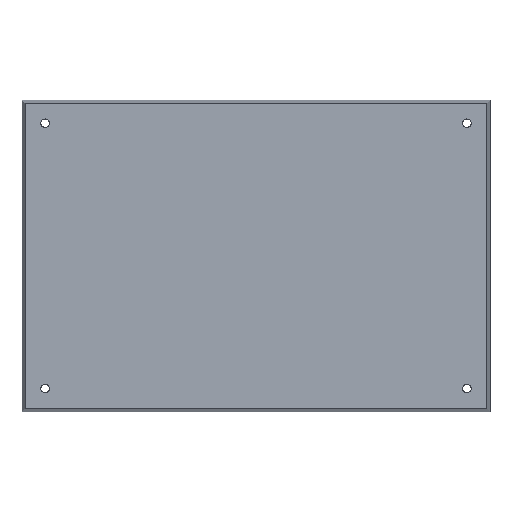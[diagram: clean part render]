
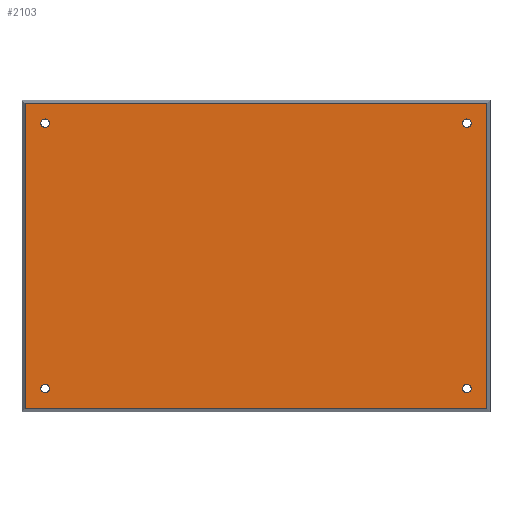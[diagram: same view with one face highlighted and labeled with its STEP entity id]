
A CAD part, top view. The second image highlights one B-rep face of the part: STEP entity #2103.
In plain terms, the highlighted planar face has unit normal (0, 0, 1).
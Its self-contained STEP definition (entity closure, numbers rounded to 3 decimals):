
#43 = CIRCLE ( 'NONE', #5639, 2.75 ) ;
#262 = ORIENTED_EDGE ( 'NONE', *, *, #4731, .F. ) ;
#266 = CARTESIAN_POINT ( 'NONE',  ( 17.747, 15.003, 0. ) ) ;
#363 = FACE_BOUND ( 'NONE', #4430, .T. ) ;
#369 = DIRECTION ( 'NONE',  ( 0., 0., 1. ) ) ;
#505 = LINE ( 'NONE', #5250, #6629 ) ;
#551 = CARTESIAN_POINT ( 'NONE',  ( 287.753, 184.997, 0. ) ) ;
#610 = ORIENTED_EDGE ( 'NONE', *, *, #10187, .T. ) ;
#676 = ORIENTED_EDGE ( 'NONE', *, *, #2119, .F. ) ;
#745 = VERTEX_POINT ( 'NONE', #2852 ) ;
#769 = CARTESIAN_POINT ( 'NONE',  ( 285.003, 15.003, 0. ) ) ;
#780 = CIRCLE ( 'NONE', #1540, 2.75 ) ;
#802 = CIRCLE ( 'NONE', #11115, 2.75 ) ;
#1540 = AXIS2_PLACEMENT_3D ( 'NONE', #8410, #2943, #9251 ) ;
#1559 = DIRECTION ( 'NONE',  ( 1., 0., 0. ) ) ;
#1627 = AXIS2_PLACEMENT_3D ( 'NONE', #7553, #369, #3082 ) ;
#1981 = CARTESIAN_POINT ( 'NONE',  ( 2.292, 2.292, 0. ) ) ;
#2055 = EDGE_CURVE ( 'NONE', #5836, #9452, #780, .T. ) ;
#2075 = LINE ( 'NONE', #7428, #11501 ) ;
#2103 = ADVANCED_FACE ( 'NONE', ( #7474, #363, #3006, #6601, #4763 ), #10173, .F. ) ;
#2119 = EDGE_CURVE ( 'NONE', #10804, #4390, #9784, .T. ) ;
#2366 = DIRECTION ( 'NONE',  ( 0., -1., 0. ) ) ;
#2583 = EDGE_CURVE ( 'NONE', #4390, #10804, #3252, .T. ) ;
#2675 = CARTESIAN_POINT ( 'NONE',  ( 12.247, 184.997, 0. ) ) ;
#2717 = DIRECTION ( 'NONE',  ( 1., 0., 0. ) ) ;
#2726 = ORIENTED_EDGE ( 'NONE', *, *, #11544, .F. ) ;
#2769 = EDGE_CURVE ( 'NONE', #11014, #8520, #802, .T. ) ;
#2851 = AXIS2_PLACEMENT_3D ( 'NONE', #5785, #9391, #7504 ) ;
#2852 = CARTESIAN_POINT ( 'NONE',  ( 297.708, 2.292, 0. ) ) ;
#2943 = DIRECTION ( 'NONE',  ( 0., 0., 1. ) ) ;
#2969 = EDGE_CURVE ( 'NONE', #745, #6055, #2075, .T. ) ;
#3006 = FACE_BOUND ( 'NONE', #11006, .T. ) ;
#3082 = DIRECTION ( 'NONE',  ( 1., 0., 0. ) ) ;
#3252 = CIRCLE ( 'NONE', #7736, 2.75 ) ;
#3254 = ORIENTED_EDGE ( 'NONE', *, *, #8700, .F. ) ;
#3299 = LINE ( 'NONE', #8713, #10280 ) ;
#3428 = CIRCLE ( 'NONE', #2851, 2.75 ) ;
#3461 = EDGE_CURVE ( 'NONE', #9207, #5455, #505, .T. ) ;
#3709 = DIRECTION ( 'NONE',  ( 0., 1., 0. ) ) ;
#4050 = CARTESIAN_POINT ( 'NONE',  ( 287.753, 15.003, 0. ) ) ;
#4179 = DIRECTION ( 'NONE',  ( 0., 0., 1. ) ) ;
#4255 = DIRECTION ( 'NONE',  ( -1., 0., 0. ) ) ;
#4390 = VERTEX_POINT ( 'NONE', #2675 ) ;
#4430 = EDGE_LOOP ( 'NONE', ( #262, #3254 ) ) ;
#4598 = EDGE_LOOP ( 'NONE', ( #676, #9895 ) ) ;
#4719 = AXIS2_PLACEMENT_3D ( 'NONE', #5705, #9305, #7543 ) ;
#4731 = EDGE_CURVE ( 'NONE', #8872, #8242, #43, .T. ) ;
#4763 = FACE_OUTER_BOUND ( 'NONE', #10485, .T. ) ;
#5130 = EDGE_LOOP ( 'NONE', ( #2726, #9343 ) ) ;
#5250 = CARTESIAN_POINT ( 'NONE',  ( 2.292, 2.292, 0. ) ) ;
#5332 = CARTESIAN_POINT ( 'NONE',  ( 282.253, 15.003, 0. ) ) ;
#5412 = CARTESIAN_POINT ( 'NONE',  ( 297.708, 197.708, 0. ) ) ;
#5455 = VERTEX_POINT ( 'NONE', #8446 ) ;
#5553 = DIRECTION ( 'NONE',  ( 1., 0., 0. ) ) ;
#5639 = AXIS2_PLACEMENT_3D ( 'NONE', #769, #6166, #2717 ) ;
#5705 = CARTESIAN_POINT ( 'NONE',  ( 0., 0., 0. ) ) ;
#5785 = CARTESIAN_POINT ( 'NONE',  ( 14.997, 15.003, 0. ) ) ;
#5836 = VERTEX_POINT ( 'NONE', #6731 ) ;
#6055 = VERTEX_POINT ( 'NONE', #5412 ) ;
#6098 = DIRECTION ( 'NONE',  ( 1., 0., 0. ) ) ;
#6166 = DIRECTION ( 'NONE',  ( 0., 0., 1. ) ) ;
#6601 = FACE_BOUND ( 'NONE', #4598, .T. ) ;
#6629 = VECTOR ( 'NONE', #2366, 1000. ) ;
#6658 = CARTESIAN_POINT ( 'NONE',  ( 14.997, 184.997, 0. ) ) ;
#6666 = EDGE_CURVE ( 'NONE', #8520, #11014, #7118, .T. ) ;
#6731 = CARTESIAN_POINT ( 'NONE',  ( 12.247, 15.003, 0. ) ) ;
#6877 = DIRECTION ( 'NONE',  ( 0., 0., 1. ) ) ;
#6928 = CARTESIAN_POINT ( 'NONE',  ( 14.997, 184.997, 0. ) ) ;
#7118 = CIRCLE ( 'NONE', #9763, 2.75 ) ;
#7255 = CIRCLE ( 'NONE', #1627, 2.75 ) ;
#7267 = ORIENTED_EDGE ( 'NONE', *, *, #11377, .T. ) ;
#7428 = CARTESIAN_POINT ( 'NONE',  ( 297.708, 2.292, 0. ) ) ;
#7474 = FACE_BOUND ( 'NONE', #5130, .T. ) ;
#7504 = DIRECTION ( 'NONE',  ( 1., 0., 0. ) ) ;
#7543 = DIRECTION ( 'NONE',  ( -1., 0., 0. ) ) ;
#7553 = CARTESIAN_POINT ( 'NONE',  ( 285.003, 15.003, 0. ) ) ;
#7690 = ORIENTED_EDGE ( 'NONE', *, *, #3461, .T. ) ;
#7730 = DIRECTION ( 'NONE',  ( 1., 0., 0. ) ) ;
#7736 = AXIS2_PLACEMENT_3D ( 'NONE', #6928, #6877, #6098 ) ;
#7920 = AXIS2_PLACEMENT_3D ( 'NONE', #6658, #11168, #10227 ) ;
#8206 = CARTESIAN_POINT ( 'NONE',  ( 2.292, 197.708, 0. ) ) ;
#8242 = VERTEX_POINT ( 'NONE', #5332 ) ;
#8334 = DIRECTION ( 'NONE',  ( 0., 0., 1. ) ) ;
#8386 = CARTESIAN_POINT ( 'NONE',  ( 285.003, 184.997, 0. ) ) ;
#8410 = CARTESIAN_POINT ( 'NONE',  ( 14.997, 15.003, 0. ) ) ;
#8446 = CARTESIAN_POINT ( 'NONE',  ( 2.292, 2.292, 0. ) ) ;
#8520 = VERTEX_POINT ( 'NONE', #551 ) ;
#8700 = EDGE_CURVE ( 'NONE', #8242, #8872, #7255, .T. ) ;
#8713 = CARTESIAN_POINT ( 'NONE',  ( 2.292, 197.708, 0. ) ) ;
#8872 = VERTEX_POINT ( 'NONE', #4050 ) ;
#9038 = ORIENTED_EDGE ( 'NONE', *, *, #2769, .F. ) ;
#9207 = VERTEX_POINT ( 'NONE', #8206 ) ;
#9251 = DIRECTION ( 'NONE',  ( 1., 0., 0. ) ) ;
#9305 = DIRECTION ( 'NONE',  ( 0., 0., -1. ) ) ;
#9343 = ORIENTED_EDGE ( 'NONE', *, *, #2055, .F. ) ;
#9391 = DIRECTION ( 'NONE',  ( 0., 0., 1. ) ) ;
#9452 = VERTEX_POINT ( 'NONE', #266 ) ;
#9542 = CARTESIAN_POINT ( 'NONE',  ( 285.003, 184.997, 0. ) ) ;
#9763 = AXIS2_PLACEMENT_3D ( 'NONE', #9542, #4179, #1559 ) ;
#9784 = CIRCLE ( 'NONE', #7920, 2.75 ) ;
#9785 = ORIENTED_EDGE ( 'NONE', *, *, #6666, .F. ) ;
#9828 = CARTESIAN_POINT ( 'NONE',  ( 282.253, 184.997, 0. ) ) ;
#9895 = ORIENTED_EDGE ( 'NONE', *, *, #2583, .F. ) ;
#10056 = ORIENTED_EDGE ( 'NONE', *, *, #2969, .T. ) ;
#10172 = VECTOR ( 'NONE', #5553, 1000. ) ;
#10173 = PLANE ( 'NONE',  #4719 ) ;
#10187 = EDGE_CURVE ( 'NONE', #6055, #9207, #3299, .T. ) ;
#10227 = DIRECTION ( 'NONE',  ( 1., 0., 0. ) ) ;
#10280 = VECTOR ( 'NONE', #4255, 1000. ) ;
#10485 = EDGE_LOOP ( 'NONE', ( #10056, #610, #7690, #7267 ) ) ;
#10804 = VERTEX_POINT ( 'NONE', #11207 ) ;
#10908 = LINE ( 'NONE', #1981, #10172 ) ;
#11006 = EDGE_LOOP ( 'NONE', ( #9785, #9038 ) ) ;
#11014 = VERTEX_POINT ( 'NONE', #9828 ) ;
#11115 = AXIS2_PLACEMENT_3D ( 'NONE', #8386, #8334, #7730 ) ;
#11168 = DIRECTION ( 'NONE',  ( 0., 0., 1. ) ) ;
#11207 = CARTESIAN_POINT ( 'NONE',  ( 17.747, 184.997, 0. ) ) ;
#11377 = EDGE_CURVE ( 'NONE', #5455, #745, #10908, .T. ) ;
#11501 = VECTOR ( 'NONE', #3709, 1000. ) ;
#11544 = EDGE_CURVE ( 'NONE', #9452, #5836, #3428, .T. ) ;
